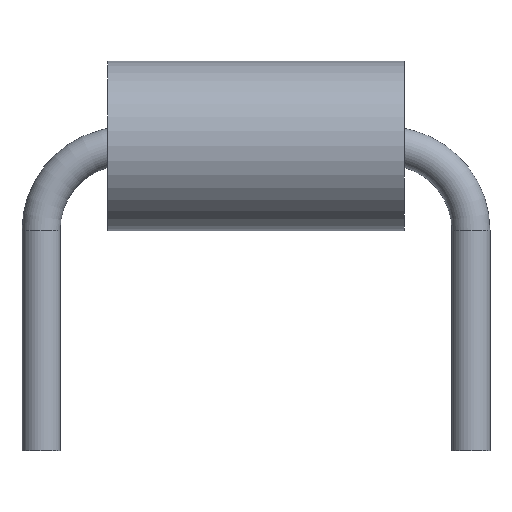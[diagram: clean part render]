
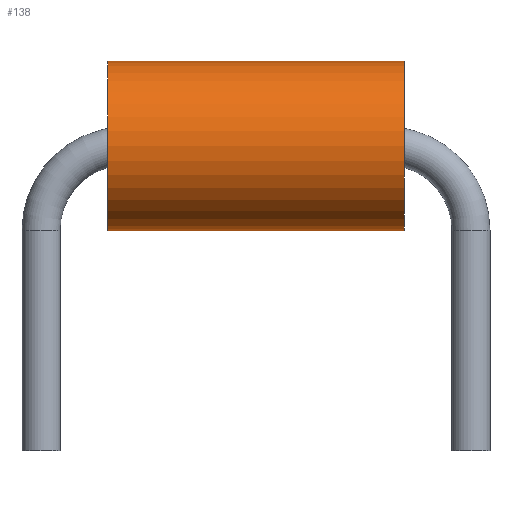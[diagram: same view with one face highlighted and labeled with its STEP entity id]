
A CAD part, front view. The second image highlights one B-rep face of the part: STEP entity #138.
In plain terms, the highlighted cylindrical face has radius 1 mm (diameter 2 mm), a full revolution.
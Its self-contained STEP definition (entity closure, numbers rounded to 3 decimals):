
#122 = EDGE_CURVE('',#123,#123,#125,.T.);
#123 = VERTEX_POINT('',#124);
#124 = CARTESIAN_POINT('',(1.75,0.,0.));
#125 = CIRCLE('',#126,1.);
#126 = AXIS2_PLACEMENT_3D('',#127,#128,#129);
#127 = CARTESIAN_POINT('',(1.75,0.,1.));
#128 = DIRECTION('',(1.,0.,0.));
#129 = DIRECTION('',(0.,0.,-1.));
#138 = ADVANCED_FACE('',(#139),#158,.T.);
#139 = FACE_BOUND('',#140,.F.);
#140 = EDGE_LOOP('',(#141,#149,#150,#151));
#141 = ORIENTED_EDGE('',*,*,#142,.T.);
#142 = EDGE_CURVE('',#143,#123,#145,.T.);
#143 = VERTEX_POINT('',#144);
#144 = CARTESIAN_POINT('',(-1.75,0.,0.)
  );
#145 = LINE('',#146,#147);
#146 = CARTESIAN_POINT('',(-1.75,0.,0.)
  );
#147 = VECTOR('',#148,1.);
#148 = DIRECTION('',(1.,0.,0.));
#149 = ORIENTED_EDGE('',*,*,#122,.T.);
#150 = ORIENTED_EDGE('',*,*,#142,.F.);
#151 = ORIENTED_EDGE('',*,*,#152,.F.);
#152 = EDGE_CURVE('',#143,#143,#153,.T.);
#153 = CIRCLE('',#154,1.);
#154 = AXIS2_PLACEMENT_3D('',#155,#156,#157);
#155 = CARTESIAN_POINT('',(-1.75,0.,1.));
#156 = DIRECTION('',(1.,0.,0.));
#157 = DIRECTION('',(0.,0.,-1.));
#158 = CYLINDRICAL_SURFACE('',#159,1.);
#159 = AXIS2_PLACEMENT_3D('',#160,#161,#162);
#160 = CARTESIAN_POINT('',(-1.75,0.,1.));
#161 = DIRECTION('',(-1.,0.,0.));
#162 = DIRECTION('',(0.,0.,-1.));
